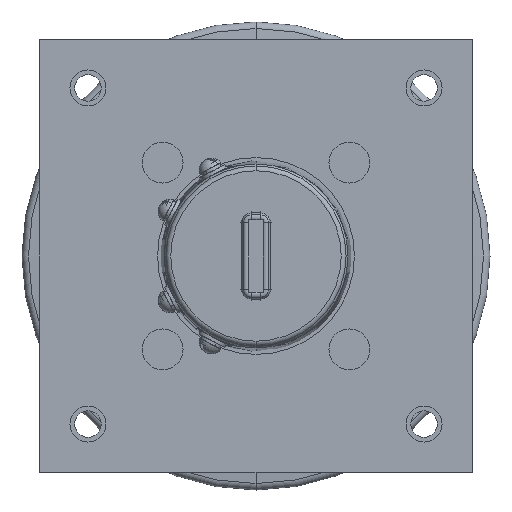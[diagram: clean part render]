
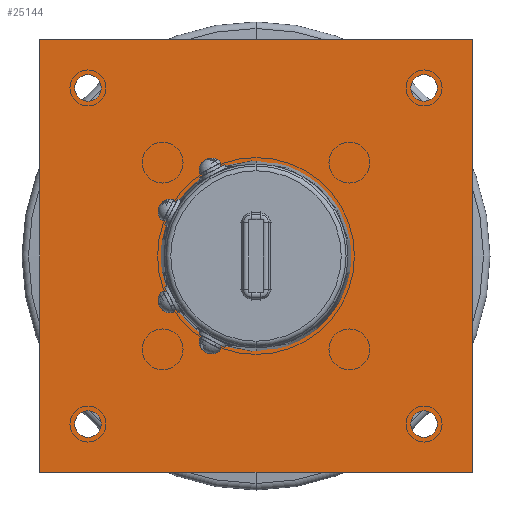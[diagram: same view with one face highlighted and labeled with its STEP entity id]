
A CAD part, front view. The second image highlights one B-rep face of the part: STEP entity #25144.
In plain terms, the highlighted planar face has unit normal (0, -1, 0).
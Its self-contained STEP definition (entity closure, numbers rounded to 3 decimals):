
#4106 = AXIS2_PLACEMENT_3D ( 'NONE', #22664, #22650, #22628 ) ;
#4159 = AXIS2_PLACEMENT_3D ( 'NONE', #23025, #23062, #23094 ) ;
#4160 = AXIS2_PLACEMENT_3D ( 'NONE', #22858, #22896, #22876 ) ;
#4178 = AXIS2_PLACEMENT_3D ( 'NONE', #22969, #22990, #22959 ) ;
#4182 = AXIS2_PLACEMENT_3D ( 'NONE', #23250, #23242, #23262 ) ;
#4188 = AXIS2_PLACEMENT_3D ( 'NONE', #23246, #23321, #23292 ) ;
#4200 = AXIS2_PLACEMENT_3D ( 'NONE', #23159, #23208, #23205 ) ;
#4220 = AXIS2_PLACEMENT_3D ( 'NONE', #23756, #23877, #23912 ) ;
#4230 = AXIS2_PLACEMENT_3D ( 'NONE', #23401, #23388, #23410 ) ;
#4241 = AXIS2_PLACEMENT_3D ( 'NONE', #23688, #23698, #23606 ) ;
#4770 = VECTOR ( 'NONE', #23126, 1000. ) ;
#5031 = VECTOR ( 'NONE', #22504, 1000. ) ;
#5052 = LINE ( 'NONE', #22502, #5031 ) ;
#5072 = CIRCLE ( 'NONE', #4106, 38.5 ) ;
#5122 = VECTOR ( 'NONE', #23115, 1000. ) ;
#5127 = LINE ( 'NONE', #23046, #5140 ) ;
#5130 = CIRCLE ( 'NONE', #4160, 5.5 ) ;
#5134 = CIRCLE ( 'NONE', #4159, 5.5 ) ;
#5140 = VECTOR ( 'NONE', #23109, 1000. ) ;
#5149 = CIRCLE ( 'NONE', #4178, 5.5 ) ;
#5158 = LINE ( 'NONE', #23113, #5122 ) ;
#5642 = LINE ( 'NONE', #23157, #4770 ) ;
#6056 = PLANE ( 'NONE',  #28585 ) ;
#6057 = CARTESIAN_POINT ( 'NONE',  ( 110., -109.998, -90. ) ) ;
#6058 = DIRECTION ( 'NONE',  ( 0., 0., -1. ) ) ;
#6081 = DIRECTION ( 'NONE',  ( 0., -1., 0. ) ) ;
#7098 = FACE_BOUND ( 'NONE', #25877, .T. ) ;
#7126 = FACE_BOUND ( 'NONE', #25852, .T. ) ;
#7143 = FACE_OUTER_BOUND ( 'NONE', #25757, .T. ) ;
#7147 = FACE_BOUND ( 'NONE', #25790, .T. ) ;
#7151 = FACE_BOUND ( 'NONE', #25856, .T. ) ;
#7152 = FACE_BOUND ( 'NONE', #25798, .T. ) ;
#7609 = CIRCLE ( 'NONE', #4220, 38.5 ) ;
#9504 = CIRCLE ( 'NONE', #4182, 5.5 ) ;
#9517 = CIRCLE ( 'NONE', #4188, 5.5 ) ;
#9529 = CIRCLE ( 'NONE', #4230, 5.5 ) ;
#9684 = EDGE_CURVE ( 'NONE', #14645, #14655, #5052, .T. ) ;
#9694 = EDGE_CURVE ( 'NONE', #14578, #14640, #5072, .T. ) ;
#9731 = EDGE_CURVE ( 'NONE', #14610, #14662, #5130, .T. ) ;
#9747 = EDGE_CURVE ( 'NONE', #14576, #14613, #5149, .T. ) ;
#9753 = EDGE_CURVE ( 'NONE', #14613, #14576, #5134, .T. ) ;
#9759 = EDGE_CURVE ( 'NONE', #14591, #14645, #5127, .T. ) ;
#9762 = EDGE_CURVE ( 'NONE', #14690, #14591, #5158, .T. ) ;
#9771 = EDGE_CURVE ( 'NONE', #14655, #14690, #5642, .T. ) ;
#9779 = EDGE_CURVE ( 'NONE', #14619, #14635, #9921, .T. ) ;
#9795 = EDGE_CURVE ( 'NONE', #14597, #14575, #9517, .T. ) ;
#9798 = EDGE_CURVE ( 'NONE', #14575, #14597, #9504, .T. ) ;
#9812 = EDGE_CURVE ( 'NONE', #14662, #14610, #9529, .T. ) ;
#9834 = EDGE_CURVE ( 'NONE', #14635, #14619, #12467, .T. ) ;
#9863 = EDGE_CURVE ( 'NONE', #14640, #14578, #7609, .T. ) ;
#9921 = CIRCLE ( 'NONE', #4200, 5.5 ) ;
#12467 = CIRCLE ( 'NONE', #4241, 5.5 ) ;
#13428 = ORIENTED_EDGE ( 'NONE', *, *, #9834, .T. ) ;
#13433 = ORIENTED_EDGE ( 'NONE', *, *, #9731, .T. ) ;
#13443 = ORIENTED_EDGE ( 'NONE', *, *, #9747, .T. ) ;
#13447 = ORIENTED_EDGE ( 'NONE', *, *, #9771, .F. ) ;
#13449 = ORIENTED_EDGE ( 'NONE', *, *, #9753, .T. ) ;
#13450 = ORIENTED_EDGE ( 'NONE', *, *, #9863, .T. ) ;
#13453 = ORIENTED_EDGE ( 'NONE', *, *, #9798, .T. ) ;
#13454 = ORIENTED_EDGE ( 'NONE', *, *, #9779, .T. ) ;
#13460 = ORIENTED_EDGE ( 'NONE', *, *, #9694, .T. ) ;
#13463 = ORIENTED_EDGE ( 'NONE', *, *, #9684, .F. ) ;
#13464 = ORIENTED_EDGE ( 'NONE', *, *, #9759, .F. ) ;
#13465 = ORIENTED_EDGE ( 'NONE', *, *, #9762, .F. ) ;
#13467 = ORIENTED_EDGE ( 'NONE', *, *, #9812, .T. ) ;
#13468 = ORIENTED_EDGE ( 'NONE', *, *, #9795, .T. ) ;
#14575 = VERTEX_POINT ( 'NONE', #22674 ) ;
#14576 = VERTEX_POINT ( 'NONE', #22680 ) ;
#14578 = VERTEX_POINT ( 'NONE', #22740 ) ;
#14591 = VERTEX_POINT ( 'NONE', #22734 ) ;
#14597 = VERTEX_POINT ( 'NONE', #22803 ) ;
#14610 = VERTEX_POINT ( 'NONE', #22749 ) ;
#14613 = VERTEX_POINT ( 'NONE', #22752 ) ;
#14619 = VERTEX_POINT ( 'NONE', #22697 ) ;
#14635 = VERTEX_POINT ( 'NONE', #22812 ) ;
#14640 = VERTEX_POINT ( 'NONE', #22717 ) ;
#14645 = VERTEX_POINT ( 'NONE', #22831 ) ;
#14655 = VERTEX_POINT ( 'NONE', #22862 ) ;
#14662 = VERTEX_POINT ( 'NONE', #22921 ) ;
#14690 = VERTEX_POINT ( 'NONE', #22910 ) ;
#22502 = CARTESIAN_POINT ( 'NONE',  ( -70., -109.998, 90. ) ) ;
#22504 = DIRECTION ( 'NONE',  ( 1., 0., 0. ) ) ;
#22628 = DIRECTION ( 'NONE',  ( 0., 0., -1. ) ) ;
#22650 = DIRECTION ( 'NONE',  ( 0., 1., 0. ) ) ;
#22664 = CARTESIAN_POINT ( 'NONE',  ( 20., -109.998, 0. ) ) ;
#22674 = CARTESIAN_POINT ( 'NONE',  ( 90., -109.998, -75.5 ) ) ;
#22680 = CARTESIAN_POINT ( 'NONE',  ( 90., -109.998, 75.5 ) ) ;
#22697 = CARTESIAN_POINT ( 'NONE',  ( -50., -109.998, 64.5 ) ) ;
#22717 = CARTESIAN_POINT ( 'NONE',  ( 20., -109.998, 38.5 ) ) ;
#22734 = CARTESIAN_POINT ( 'NONE',  ( -70., -109.998, -90. ) ) ;
#22740 = CARTESIAN_POINT ( 'NONE',  ( 20., -109.998, -38.5 ) ) ;
#22749 = CARTESIAN_POINT ( 'NONE',  ( -50., -109.998, -75.5 ) ) ;
#22752 = CARTESIAN_POINT ( 'NONE',  ( 90., -109.998, 64.5 ) ) ;
#22803 = CARTESIAN_POINT ( 'NONE',  ( 90., -109.998, -64.5 ) ) ;
#22812 = CARTESIAN_POINT ( 'NONE',  ( -50., -109.998, 75.5 ) ) ;
#22831 = CARTESIAN_POINT ( 'NONE',  ( -70., -109.998, 90. ) ) ;
#22858 = CARTESIAN_POINT ( 'NONE',  ( -50., -109.998, -70. ) ) ;
#22862 = CARTESIAN_POINT ( 'NONE',  ( 110., -109.998, 90. ) ) ;
#22876 = DIRECTION ( 'NONE',  ( 0., 0., -1. ) ) ;
#22896 = DIRECTION ( 'NONE',  ( 0., 1., 0. ) ) ;
#22910 = CARTESIAN_POINT ( 'NONE',  ( 110., -109.998, -90. ) ) ;
#22921 = CARTESIAN_POINT ( 'NONE',  ( -50., -109.998, -64.5 ) ) ;
#22959 = DIRECTION ( 'NONE',  ( 0., 0., -1. ) ) ;
#22969 = CARTESIAN_POINT ( 'NONE',  ( 90., -109.998, 70. ) ) ;
#22990 = DIRECTION ( 'NONE',  ( 0., 1., 0. ) ) ;
#23025 = CARTESIAN_POINT ( 'NONE',  ( 90., -109.998, 70. ) ) ;
#23046 = CARTESIAN_POINT ( 'NONE',  ( -70., -109.998, 90. ) ) ;
#23062 = DIRECTION ( 'NONE',  ( 0., 1., 0. ) ) ;
#23094 = DIRECTION ( 'NONE',  ( 0., 0., -1. ) ) ;
#23109 = DIRECTION ( 'NONE',  ( 0., 0., 1. ) ) ;
#23113 = CARTESIAN_POINT ( 'NONE',  ( -70., -109.998, -90. ) ) ;
#23115 = DIRECTION ( 'NONE',  ( -1., 0., 0. ) ) ;
#23126 = DIRECTION ( 'NONE',  ( 0., 0., -1. ) ) ;
#23157 = CARTESIAN_POINT ( 'NONE',  ( 110., -109.998, 90. ) ) ;
#23159 = CARTESIAN_POINT ( 'NONE',  ( -50., -109.998, 70. ) ) ;
#23205 = DIRECTION ( 'NONE',  ( 0., 0., -1. ) ) ;
#23208 = DIRECTION ( 'NONE',  ( 0., 1., 0. ) ) ;
#23242 = DIRECTION ( 'NONE',  ( 0., 1., 0. ) ) ;
#23246 = CARTESIAN_POINT ( 'NONE',  ( 90., -109.998, -70. ) ) ;
#23250 = CARTESIAN_POINT ( 'NONE',  ( 90., -109.998, -70. ) ) ;
#23262 = DIRECTION ( 'NONE',  ( 0., 0., -1. ) ) ;
#23292 = DIRECTION ( 'NONE',  ( 0., 0., -1. ) ) ;
#23321 = DIRECTION ( 'NONE',  ( 0., 1., 0. ) ) ;
#23388 = DIRECTION ( 'NONE',  ( 0., 1., 0. ) ) ;
#23401 = CARTESIAN_POINT ( 'NONE',  ( -50., -109.998, -70. ) ) ;
#23410 = DIRECTION ( 'NONE',  ( 0., 0., -1. ) ) ;
#23606 = DIRECTION ( 'NONE',  ( 0., 0., -1. ) ) ;
#23688 = CARTESIAN_POINT ( 'NONE',  ( -50., -109.998, 70. ) ) ;
#23698 = DIRECTION ( 'NONE',  ( 0., 1., 0. ) ) ;
#23756 = CARTESIAN_POINT ( 'NONE',  ( 20., -109.998, 0. ) ) ;
#23877 = DIRECTION ( 'NONE',  ( 0., 1., 0. ) ) ;
#23912 = DIRECTION ( 'NONE',  ( 0., 0., -1. ) ) ;
#25144 = ADVANCED_FACE ( 'NONE', ( #7151, #7152, #7147, #7098, #7126, #7143 ), #6056, .T. ) ;
#25757 = EDGE_LOOP ( 'NONE', ( #13447, #13463, #13464, #13465 ) ) ;
#25790 = EDGE_LOOP ( 'NONE', ( #13428, #13454 ) ) ;
#25798 = EDGE_LOOP ( 'NONE', ( #13443, #13449 ) ) ;
#25852 = EDGE_LOOP ( 'NONE', ( #13450, #13460 ) ) ;
#25856 = EDGE_LOOP ( 'NONE', ( #13468, #13453 ) ) ;
#25877 = EDGE_LOOP ( 'NONE', ( #13467, #13433 ) ) ;
#28585 = AXIS2_PLACEMENT_3D ( 'NONE', #6057, #6081, #6058 ) ;
